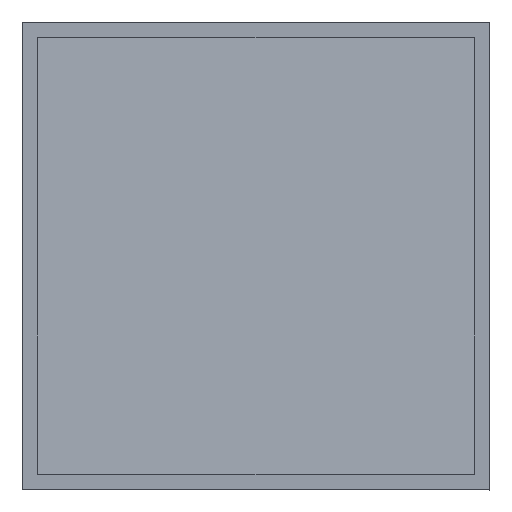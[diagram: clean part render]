
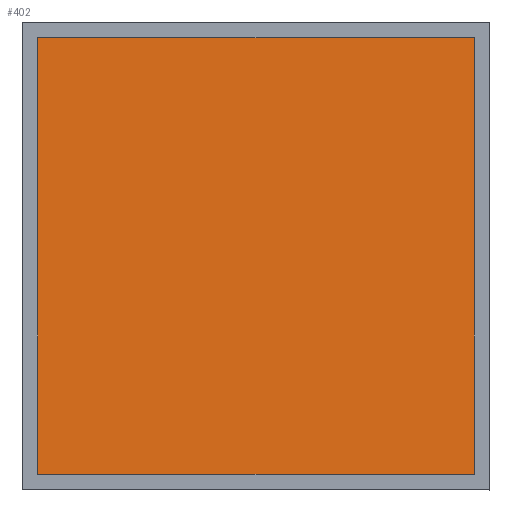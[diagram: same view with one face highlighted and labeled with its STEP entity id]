
A CAD part, top view. The second image highlights one B-rep face of the part: STEP entity #402.
In plain terms, the highlighted planar face has unit normal (0.1, 0, 0.995).
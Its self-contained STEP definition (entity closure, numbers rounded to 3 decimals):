
#1 = ORIENTED_EDGE ( 'NONE', *, *, #660, .T. ) ;
#39 = CARTESIAN_POINT ( 'NONE',  ( -74.502, 145., -10.025 ) ) ;
#68 = LINE ( 'NONE', #332, #441 ) ;
#71 = VECTOR ( 'NONE', #477, 1000. ) ;
#77 = VERTEX_POINT ( 'NONE', #364 ) ;
#90 = AXIS2_PLACEMENT_3D ( 'NONE', #315, #362, #177 ) ;
#177 = DIRECTION ( 'NONE',  ( 0.995, 0., -0.1 ) ) ;
#188 = EDGE_LOOP ( 'NONE', ( #273, #413, #1, #673 ) ) ;
#214 = LINE ( 'NONE', #628, #71 ) ;
#241 = DIRECTION ( 'NONE',  ( -0.995, 0., 0.1 ) ) ;
#257 = VECTOR ( 'NONE', #631, 1000. ) ;
#273 = ORIENTED_EDGE ( 'NONE', *, *, #466, .F. ) ;
#291 = CARTESIAN_POINT ( 'NONE',  ( 70., 5., -24.475 ) ) ;
#312 = VERTEX_POINT ( 'NONE', #611 ) ;
#315 = CARTESIAN_POINT ( 'NONE',  ( -74.502, 150., -10.025 ) ) ;
#319 = CARTESIAN_POINT ( 'NONE',  ( -70., 145., -10.475 ) ) ;
#322 = EDGE_CURVE ( 'NONE', #325, #312, #214, .T. ) ;
#325 = VERTEX_POINT ( 'NONE', #319 ) ;
#332 = CARTESIAN_POINT ( 'NONE',  ( 70., 150., -24.475 ) ) ;
#335 = DIRECTION ( 'NONE',  ( 0., -1., 0. ) ) ;
#362 = DIRECTION ( 'NONE',  ( 0.1, 0., 0.995 ) ) ;
#364 = CARTESIAN_POINT ( 'NONE',  ( 70., 145., -24.475 ) ) ;
#370 = CARTESIAN_POINT ( 'NONE',  ( -74.502, 5., -10.025 ) ) ;
#393 = VECTOR ( 'NONE', #241, 1000. ) ;
#402 = ADVANCED_FACE ( 'NONE', ( #453 ), #520, .T. ) ;
#413 = ORIENTED_EDGE ( 'NONE', *, *, #608, .F. ) ;
#441 = VECTOR ( 'NONE', #335, 1000. ) ;
#453 = FACE_OUTER_BOUND ( 'NONE', #188, .T. ) ;
#466 = EDGE_CURVE ( 'NONE', #502, #312, #522, .T. ) ;
#477 = DIRECTION ( 'NONE',  ( 0., -1., 0. ) ) ;
#502 = VERTEX_POINT ( 'NONE', #291 ) ;
#520 = PLANE ( 'NONE',  #90 ) ;
#522 = LINE ( 'NONE', #370, #257 ) ;
#535 = LINE ( 'NONE', #39, #393 ) ;
#608 = EDGE_CURVE ( 'NONE', #77, #502, #68, .T. ) ;
#611 = CARTESIAN_POINT ( 'NONE',  ( -70., 5., -10.475 ) ) ;
#628 = CARTESIAN_POINT ( 'NONE',  ( -70., 150., -10.475 ) ) ;
#631 = DIRECTION ( 'NONE',  ( -0.995, 0., 0.1 ) ) ;
#660 = EDGE_CURVE ( 'NONE', #77, #325, #535, .T. ) ;
#673 = ORIENTED_EDGE ( 'NONE', *, *, #322, .T. ) ;
